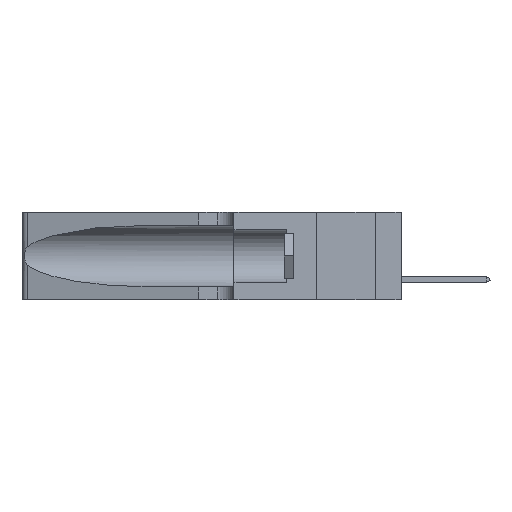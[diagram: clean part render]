
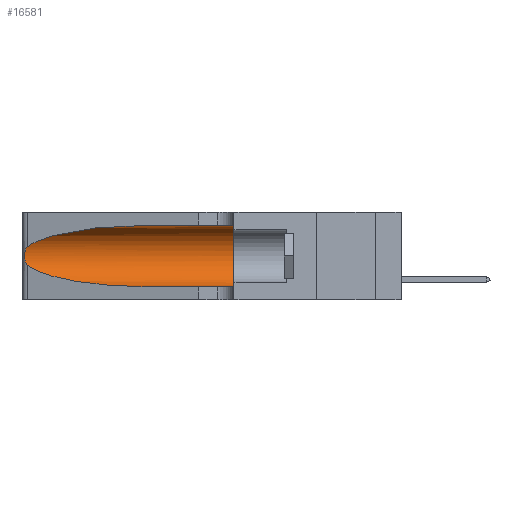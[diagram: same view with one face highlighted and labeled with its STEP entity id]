
A CAD part, left-side view. The second image highlights one B-rep face of the part: STEP entity #16581.
In plain terms, the highlighted cylindrical face has radius 3.308 mm (diameter 6.617 mm), a partial arc.
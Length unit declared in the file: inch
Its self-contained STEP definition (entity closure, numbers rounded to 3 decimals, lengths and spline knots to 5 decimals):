
#1009 = CARTESIAN_POINT ( 'NONE',  ( 0.1305, 0.35, 0.05475 ) ) ;
#2136 = CYLINDRICAL_SURFACE ( 'NONE', #40385, 0.13025 ) ;
#2801 = FACE_OUTER_BOUND ( 'NONE', #7101, .T. ) ;
#3390 = CARTESIAN_POINT ( 'NONE',  ( 0.26017, 1.23833, 0.17102 ) ) ;
#3634 = VECTOR ( 'NONE', #10069, 39.37008 ) ;
#4266 = EDGE_CURVE ( 'NONE', #15112, #31388, #33987, .T. ) ;
#5163 = AXIS2_PLACEMENT_3D ( 'NONE', #44955, #10237, #32863 ) ;
#6003 =( BOUNDED_CURVE ( )  B_SPLINE_CURVE ( 3, ( #29883, #34000, #41677, #8418 ),
 .UNSPECIFIED., .F., .F. ) 
 B_SPLINE_CURVE_WITH_KNOTS ( ( 4, 4 ),
 ( 3.44316, 4.71239 ),
 .UNSPECIFIED. ) 
 CURVE ( )  GEOMETRIC_REPRESENTATION_ITEM ( )  RATIONAL_B_SPLINE_CURVE ( ( 1., 0.87, 0.87, 1. ) ) 
 REPRESENTATION_ITEM ( '' )  );
#6124 = EDGE_CURVE ( 'NONE', #24136, #42963, #6372, .T. ) ;
#6143 = LINE ( 'NONE', #48515, #46142 ) ;
#6372 =( BOUNDED_CURVE ( )  B_SPLINE_CURVE ( 3, ( #15426, #27153, #41693, #15592 ),
 .UNSPECIFIED., .F., .F. ) 
 B_SPLINE_CURVE_WITH_KNOTS ( ( 4, 4 ),
 ( 1.5708, 2.84003 ),
 .UNSPECIFIED. ) 
 CURVE ( )  GEOMETRIC_REPRESENTATION_ITEM ( )  RATIONAL_B_SPLINE_CURVE ( ( 1., 0.87, 0.87, 1. ) ) 
 REPRESENTATION_ITEM ( '' )  );
#7101 = EDGE_LOOP ( 'NONE', ( #20202, #9901, #31773, #39084, #9388, #16921 ) ) ;
#8153 = CIRCLE ( 'NONE', #5163, 0.13025 ) ;
#8418 = CARTESIAN_POINT ( 'NONE',  ( 0.1305, 0.72297, 0.05475 ) ) ;
#9388 = ORIENTED_EDGE ( 'NONE', *, *, #26386, .F. ) ;
#9901 = ORIENTED_EDGE ( 'NONE', *, *, #22059, .T. ) ;
#10069 = DIRECTION ( 'NONE',  ( 0., -1., 0. ) ) ;
#10237 = DIRECTION ( 'NONE',  ( 0., 1., 0. ) ) ;
#10662 = CARTESIAN_POINT ( 'NONE',  ( 0.25639, 1.23184, 0.21858 ) ) ;
#14816 = CARTESIAN_POINT ( 'NONE',  ( 0.25487, 1.22718, 0.14631 ) ) ;
#14969 = CARTESIAN_POINT ( 'NONE',  ( 0.25787, 1.23484, 0.2124 ) ) ;
#15112 = VERTEX_POINT ( 'NONE', #18664 ) ;
#15426 = CARTESIAN_POINT ( 'NONE',  ( 0.1305, 0.72297, 0.31525 ) ) ;
#15592 = CARTESIAN_POINT ( 'NONE',  ( 0.25487, 1.22718, 0.22369 ) ) ;
#16581 = ADVANCED_FACE ( 'NONE', ( #2801 ), #2136, .F. ) ;
#16921 = ORIENTED_EDGE ( 'NONE', *, *, #40328, .F. ) ;
#18139 = CARTESIAN_POINT ( 'NONE',  ( 0.25789, 1.23486, 0.15765 ) ) ;
#18300 = CARTESIAN_POINT ( 'NONE',  ( 0.26075, 1.23896, 0.178 ) ) ;
#18470 = CARTESIAN_POINT ( 'NONE',  ( 0.25856, 1.23593, 0.16098 ) ) ;
#18664 = CARTESIAN_POINT ( 'NONE',  ( 0.1305, 0.72297, 0.05475 ) ) ;
#20202 = ORIENTED_EDGE ( 'NONE', *, *, #6124, .T. ) ;
#20953 = CARTESIAN_POINT ( 'NONE',  ( 0.25487, 1.22718, 0.22369 ) ) ;
#22059 = EDGE_CURVE ( 'NONE', #42963, #22294, #38114, .T. ) ;
#22294 = VERTEX_POINT ( 'NONE', #46052 ) ;
#22644 = DIRECTION ( 'NONE',  ( 0., 0., -1. ) ) ;
#24136 = VERTEX_POINT ( 'NONE', #41670 ) ;
#26380 = CARTESIAN_POINT ( 'NONE',  ( 0.26075, 1.23896, 0.19203 ) ) ;
#26386 = EDGE_CURVE ( 'NONE', #48217, #31388, #8153, .T. ) ;
#26536 = CARTESIAN_POINT ( 'NONE',  ( 0.26018, 1.23835, 0.19895 ) ) ;
#27153 = CARTESIAN_POINT ( 'NONE',  ( 0.18966, 0.96281, 0.31525 ) ) ;
#29861 = CARTESIAN_POINT ( 'NONE',  ( 0.1305, 0.35, 0.31525 ) ) ;
#29883 = CARTESIAN_POINT ( 'NONE',  ( 0.25487, 1.22718, 0.14631 ) ) ;
#31388 = VERTEX_POINT ( 'NONE', #1009 ) ;
#31773 = ORIENTED_EDGE ( 'NONE', *, *, #39729, .T. ) ;
#32863 = DIRECTION ( 'NONE',  ( 0., 0., 1. ) ) ;
#32871 = CARTESIAN_POINT ( 'NONE',  ( 0.1305, 1.61858, 0.05475 ) ) ;
#33608 = CARTESIAN_POINT ( 'NONE',  ( 0.1305, 1.61858, 0.185 ) ) ;
#33987 = LINE ( 'NONE', #32871, #3634 ) ;
#34000 = CARTESIAN_POINT ( 'NONE',  ( 0.2373, 1.15595, 0.08982 ) ) ;
#36962 = DIRECTION ( 'NONE',  ( 0., -1., 0. ) ) ;
#37496 = CARTESIAN_POINT ( 'NONE',  ( 0.25555, 1.22994, 0.2215 ) ) ;
#38114 = B_SPLINE_CURVE_WITH_KNOTS ( 'NONE', 3,
 ( #45546, #37496, #10662, #14969, #41680, #26536, #26380, #18300, #3390, #18470, #18139, #49199, #44885, #14816 ),
 .UNSPECIFIED., .F., .F.,
 ( 4, 2, 2, 2, 2, 2, 4 ),
 ( 0., 0.00027, 0.00053, 0.00107, 0.0016, 0.00187, 0.00214 ),
 .UNSPECIFIED. ) ;
#39084 = ORIENTED_EDGE ( 'NONE', *, *, #4266, .T. ) ;
#39729 = EDGE_CURVE ( 'NONE', #22294, #15112, #6003, .T. ) ;
#40328 = EDGE_CURVE ( 'NONE', #24136, #48217, #6143, .T. ) ;
#40385 = AXIS2_PLACEMENT_3D ( 'NONE', #33608, #41629, #22644 ) ;
#41629 = DIRECTION ( 'NONE',  ( 0., -1., 0. ) ) ;
#41670 = CARTESIAN_POINT ( 'NONE',  ( 0.1305, 0.72297, 0.31525 ) ) ;
#41677 = CARTESIAN_POINT ( 'NONE',  ( 0.18966, 0.96281, 0.05475 ) ) ;
#41680 = CARTESIAN_POINT ( 'NONE',  ( 0.25854, 1.2359, 0.20912 ) ) ;
#41693 = CARTESIAN_POINT ( 'NONE',  ( 0.2373, 1.15595, 0.28018 ) ) ;
#42963 = VERTEX_POINT ( 'NONE', #20953 ) ;
#44885 = CARTESIAN_POINT ( 'NONE',  ( 0.25555, 1.22993, 0.14849 ) ) ;
#44955 = CARTESIAN_POINT ( 'NONE',  ( 0.1305, 0.35, 0.185 ) ) ;
#45546 = CARTESIAN_POINT ( 'NONE',  ( 0.25487, 1.22718, 0.22369 ) ) ;
#46052 = CARTESIAN_POINT ( 'NONE',  ( 0.25487, 1.22718, 0.14631 ) ) ;
#46142 = VECTOR ( 'NONE', #36962, 39.37008 ) ;
#48217 = VERTEX_POINT ( 'NONE', #29861 ) ;
#48515 = CARTESIAN_POINT ( 'NONE',  ( 0.1305, 1.61858, 0.31525 ) ) ;
#49199 = CARTESIAN_POINT ( 'NONE',  ( 0.25639, 1.23186, 0.15144 ) ) ;
